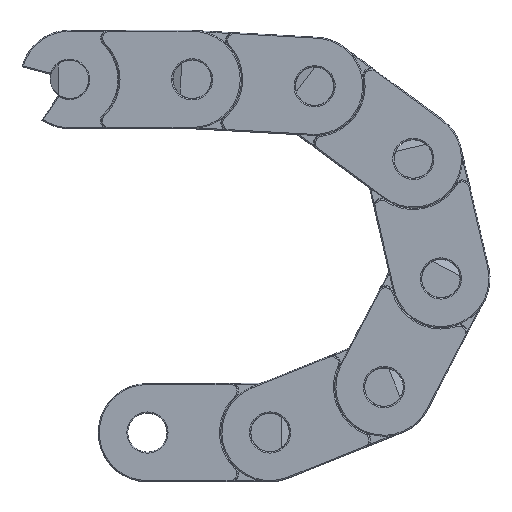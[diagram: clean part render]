
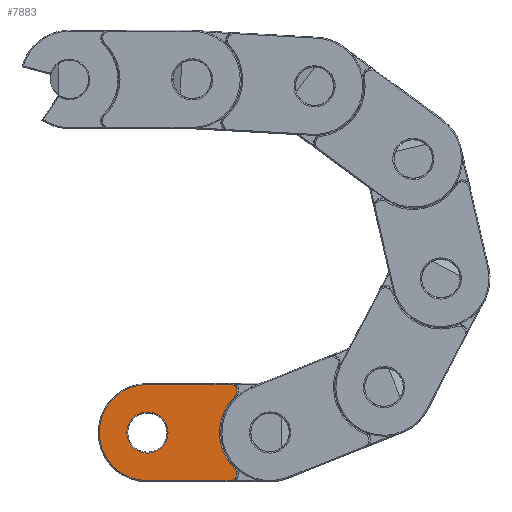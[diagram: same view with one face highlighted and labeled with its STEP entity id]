
A CAD part, top view. The second image highlights one B-rep face of the part: STEP entity #7883.
In plain terms, the highlighted face is planar.
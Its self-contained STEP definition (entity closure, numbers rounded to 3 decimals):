
#174 = CARTESIAN_POINT ( 'NONE',  ( 8.1, 0., -9.5 ) ) ;
#180 = VERTEX_POINT ( 'NONE', #1792 ) ;
#220 = FACE_BOUND ( 'NONE', #7081, .T. ) ;
#277 = DIRECTION ( 'NONE',  ( -1., 0., 0. ) ) ;
#278 = AXIS2_PLACEMENT_3D ( 'NONE', #8006, #465, #2379 ) ;
#391 = ORIENTED_EDGE ( 'NONE', *, *, #6966, .T. ) ;
#408 = AXIS2_PLACEMENT_3D ( 'NONE', #2254, #2913, #7339 ) ;
#465 = DIRECTION ( 'NONE',  ( 0., 0., 1. ) ) ;
#522 = CARTESIAN_POINT ( 'NONE',  ( -2.415, -4.2, -9.5 ) ) ;
#559 = ORIENTED_EDGE ( 'NONE', *, *, #1347, .T. ) ;
#585 = DIRECTION ( 'NONE',  ( -1., 0., 0. ) ) ;
#641 = VERTEX_POINT ( 'NONE', #174 ) ;
#768 = CARTESIAN_POINT ( 'NONE',  ( -3.141, 4.2, -9.5 ) ) ;
#853 = VERTEX_POINT ( 'NONE', #768 ) ;
#893 = AXIS2_PLACEMENT_3D ( 'NONE', #2591, #4451, #5670 ) ;
#1149 = ORIENTED_EDGE ( 'NONE', *, *, #7181, .T. ) ;
#1287 = VERTEX_POINT ( 'NONE', #1634 ) ;
#1347 = EDGE_CURVE ( 'NONE', #6572, #641, #1477, .T. ) ;
#1477 = CIRCLE ( 'NONE', #6696, 2.1 ) ;
#1556 = DIRECTION ( 'NONE',  ( 0., 0., -1. ) ) ;
#1600 = ORIENTED_EDGE ( 'NONE', *, *, #5934, .T. ) ;
#1628 = ORIENTED_EDGE ( 'NONE', *, *, #8118, .T. ) ;
#1634 = CARTESIAN_POINT ( 'NONE',  ( -2.441, 4.9, -9.5 ) ) ;
#1760 = EDGE_CURVE ( 'NONE', #7629, #8080, #5351, .T. ) ;
#1792 = CARTESIAN_POINT ( 'NONE',  ( 6., 4.9, -9.5 ) ) ;
#1797 = VECTOR ( 'NONE', #3807, 1000. ) ;
#1885 = CARTESIAN_POINT ( 'NONE',  ( -2.441, 4.2, -9.5 ) ) ;
#1928 = CARTESIAN_POINT ( 'NONE',  ( -2.415, -4.9, -9.5 ) ) ;
#2254 = CARTESIAN_POINT ( 'NONE',  ( 6., 0., -9.5 ) ) ;
#2338 = CARTESIAN_POINT ( 'NONE',  ( -2.415, -4.9, -9.5 ) ) ;
#2379 = DIRECTION ( 'NONE',  ( -1., 0., 0. ) ) ;
#2388 = CIRCLE ( 'NONE', #408, 4.9 ) ;
#2533 = ORIENTED_EDGE ( 'NONE', *, *, #5879, .T. ) ;
#2591 = CARTESIAN_POINT ( 'NONE',  ( -6.5, -0.013, -9.5 ) ) ;
#2704 = AXIS2_PLACEMENT_3D ( 'NONE', #4614, #1556, #277 ) ;
#2745 = ORIENTED_EDGE ( 'NONE', *, *, #4190, .T. ) ;
#2783 = AXIS2_PLACEMENT_3D ( 'NONE', #522, #6173, #3764 ) ;
#2836 = CARTESIAN_POINT ( 'NONE',  ( -2.415, -4.2, -9.5 ) ) ;
#2913 = DIRECTION ( 'NONE',  ( 0., 0., -1. ) ) ;
#3454 = ORIENTED_EDGE ( 'NONE', *, *, #7494, .T. ) ;
#3466 = CARTESIAN_POINT ( 'NONE',  ( -3.115, -4.2, -9.5 ) ) ;
#3482 = LINE ( 'NONE', #1928, #1797 ) ;
#3548 = CIRCLE ( 'NONE', #6752, 0.7 ) ;
#3557 = AXIS2_PLACEMENT_3D ( 'NONE', #4736, #7846, #4096 ) ;
#3748 = CARTESIAN_POINT ( 'NONE',  ( 6., 0., -9.5 ) ) ;
#3762 = FACE_OUTER_BOUND ( 'NONE', #6123, .T. ) ;
#3764 = DIRECTION ( 'NONE',  ( -1., 0., 0. ) ) ;
#3779 = CIRCLE ( 'NONE', #2783, 0.7 ) ;
#3807 = DIRECTION ( 'NONE',  ( -1., 0., 0. ) ) ;
#3864 = VECTOR ( 'NONE', #7817, 1000. ) ;
#3958 = PLANE ( 'NONE',  #893 ) ;
#4096 = DIRECTION ( 'NONE',  ( -1., 0., 0. ) ) ;
#4099 = EDGE_CURVE ( 'NONE', #8091, #7629, #3548, .T. ) ;
#4114 = CARTESIAN_POINT ( 'NONE',  ( -2.904, -3.699, -9.5 ) ) ;
#4190 = EDGE_CURVE ( 'NONE', #641, #6572, #7478, .T. ) ;
#4252 = LINE ( 'NONE', #4679, #3864 ) ;
#4254 = AXIS2_PLACEMENT_3D ( 'NONE', #1885, #6278, #7569 ) ;
#4451 = DIRECTION ( 'NONE',  ( 0., 0., -1. ) ) ;
#4614 = CARTESIAN_POINT ( 'NONE',  ( -2.441, 4.2, -9.5 ) ) ;
#4660 = CIRCLE ( 'NONE', #4254, 0.7 ) ;
#4679 = CARTESIAN_POINT ( 'NONE',  ( 6., 4.9, -9.5 ) ) ;
#4736 = CARTESIAN_POINT ( 'NONE',  ( 6., 0., -9.5 ) ) ;
#5351 = CIRCLE ( 'NONE', #278, 5.15 ) ;
#5357 = CARTESIAN_POINT ( 'NONE',  ( 6., -4.9, -9.5 ) ) ;
#5363 = CARTESIAN_POINT ( 'NONE',  ( -2.926, 3.696, -9.5 ) ) ;
#5627 = CIRCLE ( 'NONE', #2704, 0.7 ) ;
#5670 = DIRECTION ( 'NONE',  ( 1., 0., 0. ) ) ;
#5879 = EDGE_CURVE ( 'NONE', #7775, #8091, #3779, .T. ) ;
#5934 = EDGE_CURVE ( 'NONE', #8080, #853, #4660, .T. ) ;
#6100 = VERTEX_POINT ( 'NONE', #5357 ) ;
#6123 = EDGE_LOOP ( 'NONE', ( #391, #2533, #7704, #6791, #1600, #1628, #3454, #1149 ) ) ;
#6173 = DIRECTION ( 'NONE',  ( 0., 0., -1. ) ) ;
#6233 = DIRECTION ( 'NONE',  ( -1., 0., 0. ) ) ;
#6278 = DIRECTION ( 'NONE',  ( 0., 0., -1. ) ) ;
#6545 = CARTESIAN_POINT ( 'NONE',  ( 3.9, 0., -9.5 ) ) ;
#6572 = VERTEX_POINT ( 'NONE', #6545 ) ;
#6696 = AXIS2_PLACEMENT_3D ( 'NONE', #3748, #7474, #585 ) ;
#6752 = AXIS2_PLACEMENT_3D ( 'NONE', #2836, #7233, #6233 ) ;
#6791 = ORIENTED_EDGE ( 'NONE', *, *, #1760, .T. ) ;
#6966 = EDGE_CURVE ( 'NONE', #6100, #7775, #3482, .T. ) ;
#7081 = EDGE_LOOP ( 'NONE', ( #559, #2745 ) ) ;
#7181 = EDGE_CURVE ( 'NONE', #180, #6100, #2388, .T. ) ;
#7233 = DIRECTION ( 'NONE',  ( 0., 0., -1. ) ) ;
#7339 = DIRECTION ( 'NONE',  ( -1., 0., 0. ) ) ;
#7474 = DIRECTION ( 'NONE',  ( 0., 0., 1. ) ) ;
#7478 = CIRCLE ( 'NONE', #3557, 2.1 ) ;
#7494 = EDGE_CURVE ( 'NONE', #1287, #180, #4252, .T. ) ;
#7569 = DIRECTION ( 'NONE',  ( -1., 0., 0. ) ) ;
#7629 = VERTEX_POINT ( 'NONE', #4114 ) ;
#7704 = ORIENTED_EDGE ( 'NONE', *, *, #4099, .T. ) ;
#7775 = VERTEX_POINT ( 'NONE', #2338 ) ;
#7817 = DIRECTION ( 'NONE',  ( 1., 0., 0. ) ) ;
#7846 = DIRECTION ( 'NONE',  ( 0., 0., 1. ) ) ;
#7883 = ADVANCED_FACE ( 'NONE', ( #220, #3762 ), #3958, .T. ) ;
#8006 = CARTESIAN_POINT ( 'NONE',  ( -6.5, -0.013, -9.5 ) ) ;
#8080 = VERTEX_POINT ( 'NONE', #5363 ) ;
#8091 = VERTEX_POINT ( 'NONE', #3466 ) ;
#8118 = EDGE_CURVE ( 'NONE', #853, #1287, #5627, .T. ) ;
